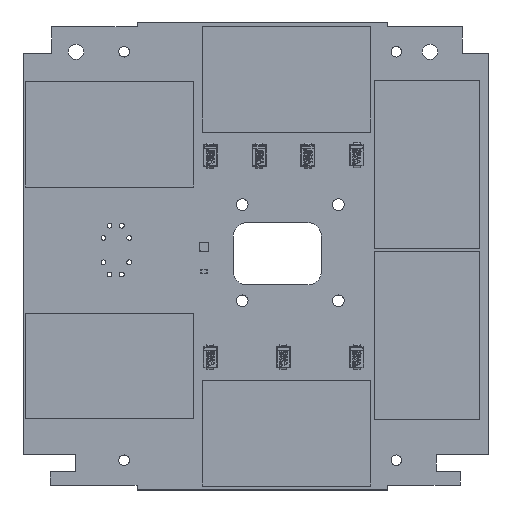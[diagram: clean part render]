
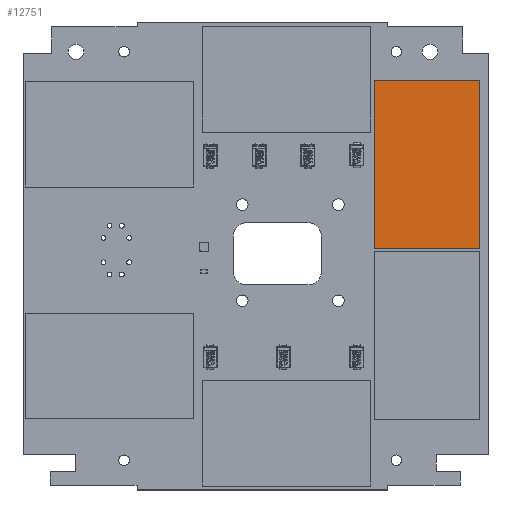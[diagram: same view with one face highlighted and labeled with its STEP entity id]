
A CAD part, top view. The second image highlights one B-rep face of the part: STEP entity #12751.
In plain terms, the highlighted planar face has unit normal (0, 0, 1).
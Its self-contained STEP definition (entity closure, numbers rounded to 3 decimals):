
#12452 = PLANE('',#12453);
#12453 = AXIS2_PLACEMENT_3D('',#12454,#12455,#12456);
#12454 = CARTESIAN_POINT('',(22.,35.,0.));
#12455 = DIRECTION('',(0.,1.,0.));
#12456 = DIRECTION('',(-1.,0.,0.));
#12477 = VERTEX_POINT('',#12478);
#12478 = CARTESIAN_POINT('',(0.,35.,1.5));
#12492 = PLANE('',#12493);
#12493 = AXIS2_PLACEMENT_3D('',#12494,#12495,#12496);
#12494 = CARTESIAN_POINT('',(0.,35.,0.));
#12495 = DIRECTION('',(-1.,0.,0.));
#12496 = DIRECTION('',(0.,-1.,0.));
#12504 = EDGE_CURVE('',#12505,#12477,#12507,.T.);
#12505 = VERTEX_POINT('',#12506);
#12506 = CARTESIAN_POINT('',(22.,35.,1.5));
#12507 = SURFACE_CURVE('',#12508,(#12512,#12519),.PCURVE_S1.);
#12508 = LINE('',#12509,#12510);
#12509 = CARTESIAN_POINT('',(22.,35.,1.5));
#12510 = VECTOR('',#12511,1.);
#12511 = DIRECTION('',(-1.,0.,0.));
#12512 = PCURVE('',#12452,#12513);
#12513 = DEFINITIONAL_REPRESENTATION('',(#12514),#12518);
#12514 = LINE('',#12515,#12516);
#12515 = CARTESIAN_POINT('',(0.,1.5));
#12516 = VECTOR('',#12517,1.);
#12517 = DIRECTION('',(1.,0.));
#12518 = ( GEOMETRIC_REPRESENTATION_CONTEXT(2) 
PARAMETRIC_REPRESENTATION_CONTEXT() REPRESENTATION_CONTEXT('2D SPACE',''
  ) );
#12519 = PCURVE('',#12520,#12525);
#12520 = PLANE('',#12521);
#12521 = AXIS2_PLACEMENT_3D('',#12522,#12523,#12524);
#12522 = CARTESIAN_POINT('',(11.,17.5,1.5));
#12523 = DIRECTION('',(0.,0.,1.));
#12524 = DIRECTION('',(1.,0.,0.));
#12525 = DEFINITIONAL_REPRESENTATION('',(#12526),#12530);
#12526 = LINE('',#12527,#12528);
#12527 = CARTESIAN_POINT('',(11.,17.5));
#12528 = VECTOR('',#12529,1.);
#12529 = DIRECTION('',(-1.,0.));
#12530 = ( GEOMETRIC_REPRESENTATION_CONTEXT(2) 
PARAMETRIC_REPRESENTATION_CONTEXT() REPRESENTATION_CONTEXT('2D SPACE',''
  ) );
#12546 = PLANE('',#12547);
#12547 = AXIS2_PLACEMENT_3D('',#12548,#12549,#12550);
#12548 = CARTESIAN_POINT('',(22.,0.,0.));
#12549 = DIRECTION('',(1.,0.,0.));
#12550 = DIRECTION('',(0.,1.,0.));
#12585 = EDGE_CURVE('',#12586,#12505,#12588,.T.);
#12586 = VERTEX_POINT('',#12587);
#12587 = CARTESIAN_POINT('',(22.,0.,1.5));
#12588 = SURFACE_CURVE('',#12589,(#12593,#12600),.PCURVE_S1.);
#12589 = LINE('',#12590,#12591);
#12590 = CARTESIAN_POINT('',(22.,0.,1.5));
#12591 = VECTOR('',#12592,1.);
#12592 = DIRECTION('',(0.,1.,0.));
#12593 = PCURVE('',#12546,#12594);
#12594 = DEFINITIONAL_REPRESENTATION('',(#12595),#12599);
#12595 = LINE('',#12596,#12597);
#12596 = CARTESIAN_POINT('',(0.,1.5));
#12597 = VECTOR('',#12598,1.);
#12598 = DIRECTION('',(1.,0.));
#12599 = ( GEOMETRIC_REPRESENTATION_CONTEXT(2) 
PARAMETRIC_REPRESENTATION_CONTEXT() REPRESENTATION_CONTEXT('2D SPACE',''
  ) );
#12600 = PCURVE('',#12520,#12601);
#12601 = DEFINITIONAL_REPRESENTATION('',(#12602),#12606);
#12602 = LINE('',#12603,#12604);
#12603 = CARTESIAN_POINT('',(11.,-17.5));
#12604 = VECTOR('',#12605,1.);
#12605 = DIRECTION('',(0.,1.));
#12606 = ( GEOMETRIC_REPRESENTATION_CONTEXT(2) 
PARAMETRIC_REPRESENTATION_CONTEXT() REPRESENTATION_CONTEXT('2D SPACE',''
  ) );
#12622 = PLANE('',#12623);
#12623 = AXIS2_PLACEMENT_3D('',#12624,#12625,#12626);
#12624 = CARTESIAN_POINT('',(0.,0.,0.));
#12625 = DIRECTION('',(0.,-1.,0.));
#12626 = DIRECTION('',(1.,0.,0.));
#12661 = EDGE_CURVE('',#12662,#12586,#12664,.T.);
#12662 = VERTEX_POINT('',#12663);
#12663 = CARTESIAN_POINT('',(0.,0.,1.5));
#12664 = SURFACE_CURVE('',#12665,(#12669,#12676),.PCURVE_S1.);
#12665 = LINE('',#12666,#12667);
#12666 = CARTESIAN_POINT('',(0.,0.,1.5));
#12667 = VECTOR('',#12668,1.);
#12668 = DIRECTION('',(1.,0.,0.));
#12669 = PCURVE('',#12622,#12670);
#12670 = DEFINITIONAL_REPRESENTATION('',(#12671),#12675);
#12671 = LINE('',#12672,#12673);
#12672 = CARTESIAN_POINT('',(0.,1.5));
#12673 = VECTOR('',#12674,1.);
#12674 = DIRECTION('',(1.,0.));
#12675 = ( GEOMETRIC_REPRESENTATION_CONTEXT(2) 
PARAMETRIC_REPRESENTATION_CONTEXT() REPRESENTATION_CONTEXT('2D SPACE',''
  ) );
#12676 = PCURVE('',#12520,#12677);
#12677 = DEFINITIONAL_REPRESENTATION('',(#12678),#12682);
#12678 = LINE('',#12679,#12680);
#12679 = CARTESIAN_POINT('',(-11.,-17.5));
#12680 = VECTOR('',#12681,1.);
#12681 = DIRECTION('',(1.,0.));
#12682 = ( GEOMETRIC_REPRESENTATION_CONTEXT(2) 
PARAMETRIC_REPRESENTATION_CONTEXT() REPRESENTATION_CONTEXT('2D SPACE',''
  ) );
#12730 = EDGE_CURVE('',#12477,#12662,#12731,.T.);
#12731 = SURFACE_CURVE('',#12732,(#12736,#12743),.PCURVE_S1.);
#12732 = LINE('',#12733,#12734);
#12733 = CARTESIAN_POINT('',(0.,35.,1.5));
#12734 = VECTOR('',#12735,1.);
#12735 = DIRECTION('',(0.,-1.,0.));
#12736 = PCURVE('',#12492,#12737);
#12737 = DEFINITIONAL_REPRESENTATION('',(#12738),#12742);
#12738 = LINE('',#12739,#12740);
#12739 = CARTESIAN_POINT('',(0.,1.5));
#12740 = VECTOR('',#12741,1.);
#12741 = DIRECTION('',(1.,0.));
#12742 = ( GEOMETRIC_REPRESENTATION_CONTEXT(2) 
PARAMETRIC_REPRESENTATION_CONTEXT() REPRESENTATION_CONTEXT('2D SPACE',''
  ) );
#12743 = PCURVE('',#12520,#12744);
#12744 = DEFINITIONAL_REPRESENTATION('',(#12745),#12749);
#12745 = LINE('',#12746,#12747);
#12746 = CARTESIAN_POINT('',(-11.,17.5));
#12747 = VECTOR('',#12748,1.);
#12748 = DIRECTION('',(0.,-1.));
#12749 = ( GEOMETRIC_REPRESENTATION_CONTEXT(2) 
PARAMETRIC_REPRESENTATION_CONTEXT() REPRESENTATION_CONTEXT('2D SPACE',''
  ) );
#12751 = ADVANCED_FACE('',(#12752),#12520,.T.);
#12752 = FACE_BOUND('',#12753,.T.);
#12753 = EDGE_LOOP('',(#12754,#12755,#12756,#12757));
#12754 = ORIENTED_EDGE('',*,*,#12730,.T.);
#12755 = ORIENTED_EDGE('',*,*,#12661,.T.);
#12756 = ORIENTED_EDGE('',*,*,#12585,.T.);
#12757 = ORIENTED_EDGE('',*,*,#12504,.T.);
